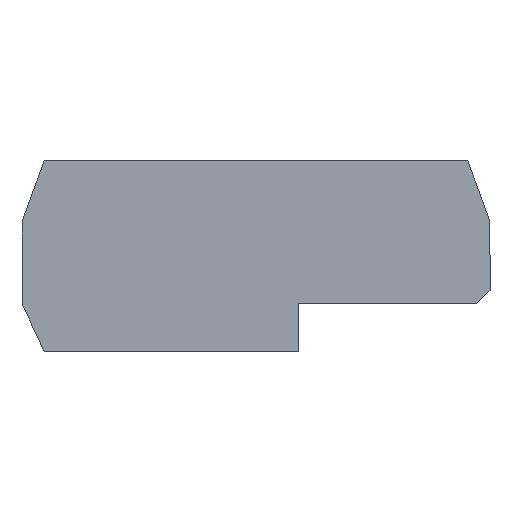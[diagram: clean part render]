
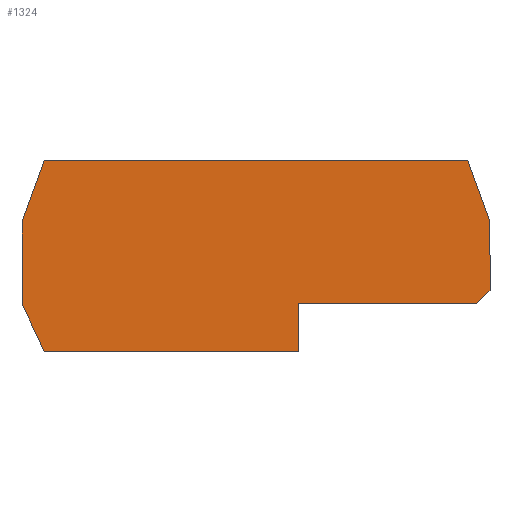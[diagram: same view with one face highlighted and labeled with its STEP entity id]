
A CAD part, top view. The second image highlights one B-rep face of the part: STEP entity #1324.
In plain terms, the highlighted planar face has unit normal (0, 0, 1).
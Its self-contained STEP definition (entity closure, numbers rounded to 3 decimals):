
#14 = FACE_OUTER_BOUND ( 'NONE', #272, .T. ) ;
#19 = EDGE_CURVE ( 'NONE', #650, #549, #1332, .T. ) ;
#28 = ORIENTED_EDGE ( 'NONE', *, *, #959, .T. ) ;
#67 = VECTOR ( 'NONE', #143, 1000. ) ;
#84 = VECTOR ( 'NONE', #1214, 1000. ) ;
#109 = AXIS2_PLACEMENT_3D ( 'NONE', #1267, #119, #911 ) ;
#112 = VECTOR ( 'NONE', #1114, 1000. ) ;
#113 = ORIENTED_EDGE ( 'NONE', *, *, #255, .T. ) ;
#119 = DIRECTION ( 'NONE',  ( 0., 0., -1. ) ) ;
#130 = VERTEX_POINT ( 'NONE', #240 ) ;
#138 = CARTESIAN_POINT ( 'NONE',  ( -21.882, 7., 1.5 ) ) ;
#140 = CARTESIAN_POINT ( 'NONE',  ( -18.606, 28., 1.5 ) ) ;
#143 = DIRECTION ( 'NONE',  ( 0.423, -0.906, 0. ) ) ;
#147 = ORIENTED_EDGE ( 'NONE', *, *, #430, .T. ) ;
#157 = CARTESIAN_POINT ( 'NONE',  ( -21.882, 7., 1.5 ) ) ;
#177 = CARTESIAN_POINT ( 'NONE',  ( 46.718, 9., 1.5 ) ) ;
#179 = CARTESIAN_POINT ( 'NONE',  ( 18.618, 0., 1.5 ) ) ;
#187 = CARTESIAN_POINT ( 'NONE',  ( 18.618, 7., 1.5 ) ) ;
#191 = CARTESIAN_POINT ( 'NONE',  ( 18.618, 0., 1.5 ) ) ;
#193 = CARTESIAN_POINT ( 'NONE',  ( -21.882, 19., 1.5 ) ) ;
#203 = VERTEX_POINT ( 'NONE', #140 ) ;
#226 = CARTESIAN_POINT ( 'NONE',  ( 43.442, 28., 1.5 ) ) ;
#237 = ORIENTED_EDGE ( 'NONE', *, *, #992, .T. ) ;
#240 = CARTESIAN_POINT ( 'NONE',  ( 44.718, 7., 1.5 ) ) ;
#244 = VECTOR ( 'NONE', #871, 1000. ) ;
#255 = EDGE_CURVE ( 'NONE', #130, #342, #432, .T. ) ;
#266 = DIRECTION ( 'NONE',  ( 0.707, 0.707, 0. ) ) ;
#272 = EDGE_LOOP ( 'NONE', ( #1416, #324, #113, #718, #237, #147, #28, #750, #664, #1418 ) ) ;
#289 = CARTESIAN_POINT ( 'NONE',  ( -21.882, 19., 1.5 ) ) ;
#324 = ORIENTED_EDGE ( 'NONE', *, *, #815, .T. ) ;
#337 = CARTESIAN_POINT ( 'NONE',  ( -21.882, 19., 1.5 ) ) ;
#339 = DIRECTION ( 'NONE',  ( -0.342, 0.94, 0. ) ) ;
#342 = VERTEX_POINT ( 'NONE', #177 ) ;
#404 = VECTOR ( 'NONE', #1142, 1000. ) ;
#430 = EDGE_CURVE ( 'NONE', #1330, #203, #740, .T. ) ;
#432 = LINE ( 'NONE', #1300, #688 ) ;
#458 = DIRECTION ( 'NONE',  ( 0., 1., 0. ) ) ;
#476 = EDGE_CURVE ( 'NONE', #549, #896, #661, .T. ) ;
#541 = CARTESIAN_POINT ( 'NONE',  ( 18.618, 0., 1.5 ) ) ;
#549 = VERTEX_POINT ( 'NONE', #157 ) ;
#555 = LINE ( 'NONE', #191, #828 ) ;
#580 = CARTESIAN_POINT ( 'NONE',  ( 43.442, 28., 1.5 ) ) ;
#623 = VECTOR ( 'NONE', #339, 1000. ) ;
#650 = VERTEX_POINT ( 'NONE', #289 ) ;
#661 = LINE ( 'NONE', #138, #67 ) ;
#664 = ORIENTED_EDGE ( 'NONE', *, *, #476, .T. ) ;
#665 = CARTESIAN_POINT ( 'NONE',  ( 46.718, 9., 1.5 ) ) ;
#681 = EDGE_CURVE ( 'NONE', #1211, #685, #756, .T. ) ;
#685 = VERTEX_POINT ( 'NONE', #978 ) ;
#688 = VECTOR ( 'NONE', #266, 1000. ) ;
#718 = ORIENTED_EDGE ( 'NONE', *, *, #1334, .T. ) ;
#740 = LINE ( 'NONE', #580, #1014 ) ;
#750 = ORIENTED_EDGE ( 'NONE', *, *, #19, .T. ) ;
#756 = LINE ( 'NONE', #179, #84 ) ;
#757 = DIRECTION ( 'NONE',  ( 1., 0., 0. ) ) ;
#796 = PLANE ( 'NONE',  #109 ) ;
#808 = VECTOR ( 'NONE', #458, 1000. ) ;
#815 = EDGE_CURVE ( 'NONE', #685, #130, #847, .T. ) ;
#828 = VECTOR ( 'NONE', #757, 1000. ) ;
#847 = LINE ( 'NONE', #187, #244 ) ;
#869 = VERTEX_POINT ( 'NONE', #1123 ) ;
#871 = DIRECTION ( 'NONE',  ( 1., 0., 0. ) ) ;
#896 = VERTEX_POINT ( 'NONE', #1250 ) ;
#907 = CARTESIAN_POINT ( 'NONE',  ( 43.442, 28., 1.5 ) ) ;
#911 = DIRECTION ( 'NONE',  ( -1., 0., 0. ) ) ;
#959 = EDGE_CURVE ( 'NONE', #203, #650, #973, .T. ) ;
#973 = LINE ( 'NONE', #337, #404 ) ;
#978 = CARTESIAN_POINT ( 'NONE',  ( 18.618, 7., 1.5 ) ) ;
#992 = EDGE_CURVE ( 'NONE', #869, #1330, #1258, .T. ) ;
#1014 = VECTOR ( 'NONE', #1389, 1000. ) ;
#1111 = EDGE_CURVE ( 'NONE', #896, #1211, #555, .T. ) ;
#1114 = DIRECTION ( 'NONE',  ( 0., -1., 0. ) ) ;
#1123 = CARTESIAN_POINT ( 'NONE',  ( 46.718, 19., 1.5 ) ) ;
#1142 = DIRECTION ( 'NONE',  ( -0.342, -0.94, 0. ) ) ;
#1211 = VERTEX_POINT ( 'NONE', #541 ) ;
#1214 = DIRECTION ( 'NONE',  ( 0., 1., 0. ) ) ;
#1250 = CARTESIAN_POINT ( 'NONE',  ( -18.618, 0., 1.5 ) ) ;
#1258 = LINE ( 'NONE', #907, #623 ) ;
#1267 = CARTESIAN_POINT ( 'NONE',  ( 0., 0., 1.5 ) ) ;
#1300 = CARTESIAN_POINT ( 'NONE',  ( 44.718, 7., 1.5 ) ) ;
#1324 = ADVANCED_FACE ( 'NONE', ( #14 ), #796, .F. ) ;
#1330 = VERTEX_POINT ( 'NONE', #226 ) ;
#1332 = LINE ( 'NONE', #193, #112 ) ;
#1334 = EDGE_CURVE ( 'NONE', #342, #869, #1420, .T. ) ;
#1389 = DIRECTION ( 'NONE',  ( -1., 0., 0. ) ) ;
#1416 = ORIENTED_EDGE ( 'NONE', *, *, #681, .T. ) ;
#1418 = ORIENTED_EDGE ( 'NONE', *, *, #1111, .T. ) ;
#1420 = LINE ( 'NONE', #665, #808 ) ;
